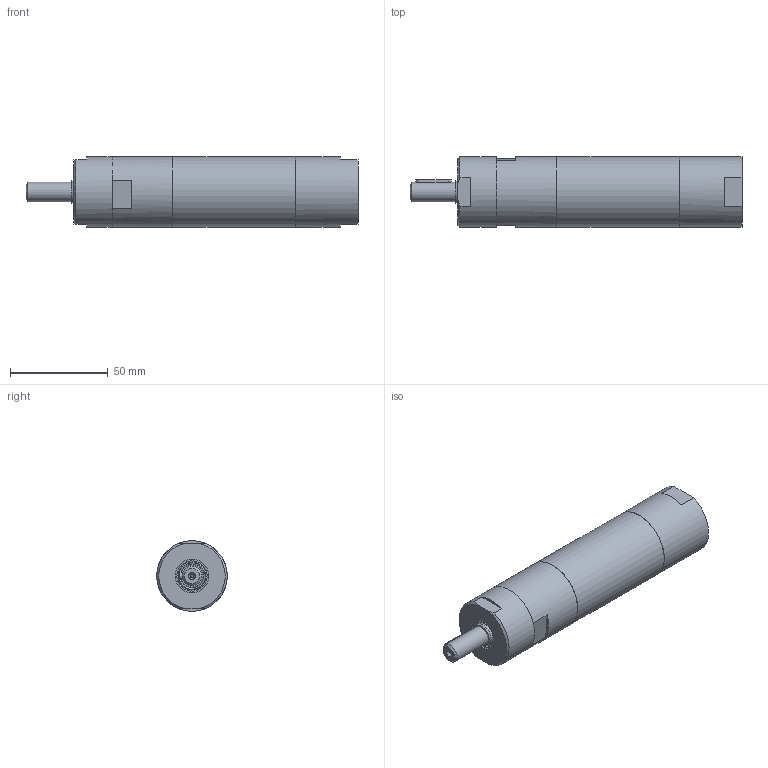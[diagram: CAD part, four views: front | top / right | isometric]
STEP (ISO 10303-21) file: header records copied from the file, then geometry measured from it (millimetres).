
FILE_DESCRIPTION((''),'2;1');
FILE_NAME('MUD 16-310_29945057.stp','2009-06-15T10:08:52',('rmorof'),(''),'Autodesk Inventor 2008','Autodesk Inventor 2008','');
FILE_SCHEMA(('CONFIG_CONTROL_DESIGN'));
Length unit declared in the file: millimetre
Products named in the file (1): MUD 16-310_29945055
Bounding box: 169.7 x 36 x 36 mm (x, y, z)
Volume: 145441 mm3; surface area: 21670.4 mm2
Topology: 1 solids, 2 shells, 66 faces, 141 edges, 91 vertices
Faces by surface type: plane 32, cylinder 14, bspline 12, cone 7, torus 1
Full cylindrical faces by diameter (mm): 10 x1, 11.95 x1, 15.5 x1, 17 x1, 30.841 x1, 34.267 x2, 36 x4
Entity records: 1931 total; most frequent: CARTESIAN_POINT 573, DIRECTION 262, ORIENTED_EDGE 204, AXIS2_PLACEMENT_3D 115, EDGE_LOOP 108, EDGE_CURVE 102, VERTEX_POINT 80, FACE_OUTER_BOUND 66
